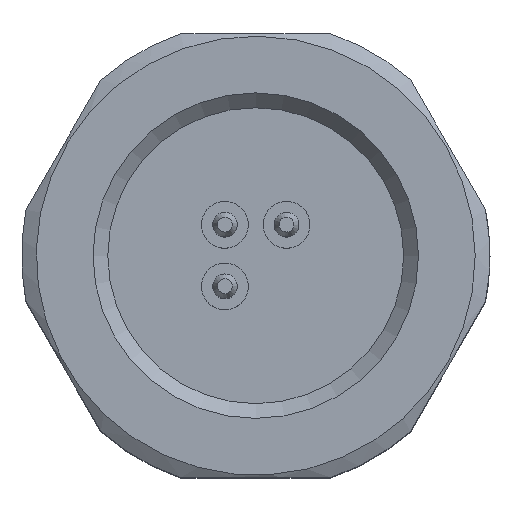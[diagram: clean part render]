
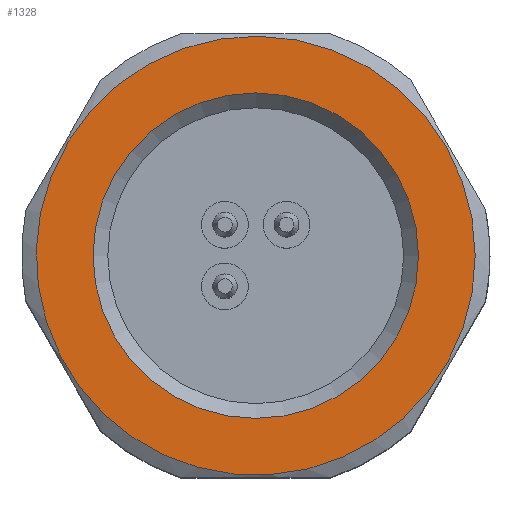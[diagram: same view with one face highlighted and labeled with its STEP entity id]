
A CAD part, top view. The second image highlights one B-rep face of the part: STEP entity #1328.
In plain terms, the highlighted planar face has unit normal (0, 0, 1).
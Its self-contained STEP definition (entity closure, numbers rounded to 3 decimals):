
#1098=PLANE('',#3681);
#1181=FACE_BOUND('',#1674,.T.);
#1182=FACE_BOUND('',#1675,.T.);
#1328=ADVANCED_FACE('',(#1181,#1182),#1098,.T.);
#1674=EDGE_LOOP('',(#2261));
#1675=EDGE_LOOP('',(#2262));
#1978=CIRCLE('',#3676,4.45);
#1980=CIRCLE('',#3680,3.3);
#2261=ORIENTED_EDGE('',*,*,#3109,.T.);
#2262=ORIENTED_EDGE('',*,*,#3104,.T.);
#2837=VERTEX_POINT('',#6281);
#2840=VERTEX_POINT('',#6720);
#3104=EDGE_CURVE('',#2837,#2837,#1978,.T.);
#3109=EDGE_CURVE('',#2840,#2840,#1980,.T.);
#3676=AXIS2_PLACEMENT_3D('',#6280,#4084,#4085);
#3680=AXIS2_PLACEMENT_3D('',#6719,#4092,#4093);
#3681=AXIS2_PLACEMENT_3D('',#6721,#4094,#4095);
#4084=DIRECTION('',(0.,0.,1.));
#4085=DIRECTION('',(1.,0.,0.));
#4092=DIRECTION('',(0.,0.,-1.));
#4093=DIRECTION('',(1.,0.,0.));
#4094=DIRECTION('',(0.,0.,1.));
#4095=DIRECTION('',(1.,0.,0.));
#6280=CARTESIAN_POINT('',(0.,0.,12.));
#6281=CARTESIAN_POINT('',(4.45,0.,12.));
#6719=CARTESIAN_POINT('',(0.,0.,12.));
#6720=CARTESIAN_POINT('',(3.3,0.,12.));
#6721=CARTESIAN_POINT('',(0.,0.,12.));
